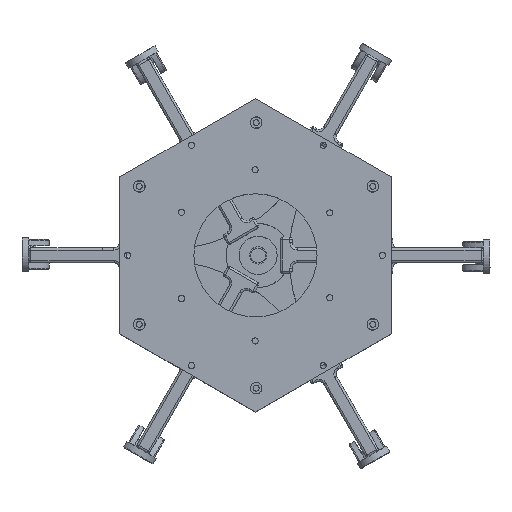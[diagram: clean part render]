
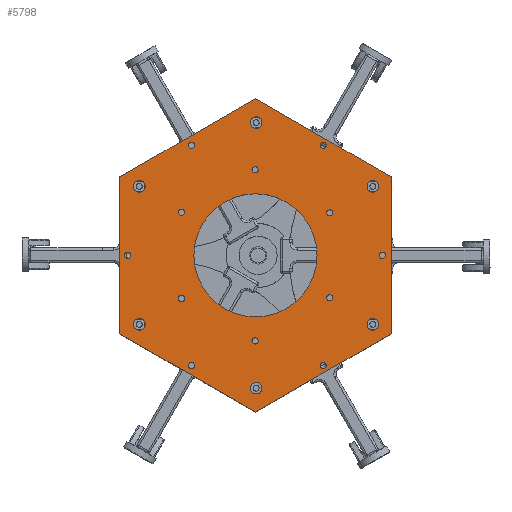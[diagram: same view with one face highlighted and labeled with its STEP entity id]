
A CAD part, top view. The second image highlights one B-rep face of the part: STEP entity #5798.
In plain terms, the highlighted planar face has unit normal (0, 0, 1).
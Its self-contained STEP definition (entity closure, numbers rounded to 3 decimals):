
#166=CIRCLE('',#6262,1.45);
#168=CIRCLE('',#6265,1.45);
#170=CIRCLE('',#6268,1.45);
#172=CIRCLE('',#6271,2.747);
#174=CIRCLE('',#6274,2.747);
#176=CIRCLE('',#6277,2.747);
#178=CIRCLE('',#6280,2.747);
#180=CIRCLE('',#6283,2.747);
#182=CIRCLE('',#6286,2.747);
#184=CIRCLE('',#6289,1.45);
#186=CIRCLE('',#6292,1.45);
#188=CIRCLE('',#6295,1.45);
#190=CIRCLE('',#6298,1.453);
#192=CIRCLE('',#6301,28.997);
#194=CIRCLE('',#6304,1.449);
#196=CIRCLE('',#6307,1.449);
#198=CIRCLE('',#6310,1.447);
#200=CIRCLE('',#6313,1.446);
#202=CIRCLE('',#6316,1.448);
#537=FACE_BOUND('',#1259,.T.);
#538=FACE_BOUND('',#1260,.T.);
#539=FACE_BOUND('',#1261,.T.);
#540=FACE_BOUND('',#1262,.T.);
#541=FACE_BOUND('',#1263,.T.);
#542=FACE_BOUND('',#1264,.T.);
#543=FACE_BOUND('',#1265,.T.);
#544=FACE_BOUND('',#1266,.T.);
#545=FACE_BOUND('',#1267,.T.);
#546=FACE_BOUND('',#1268,.T.);
#547=FACE_BOUND('',#1269,.T.);
#548=FACE_BOUND('',#1270,.T.);
#549=FACE_BOUND('',#1271,.T.);
#550=FACE_BOUND('',#1272,.T.);
#551=FACE_BOUND('',#1273,.T.);
#552=FACE_BOUND('',#1274,.T.);
#553=FACE_BOUND('',#1275,.T.);
#554=FACE_BOUND('',#1276,.T.);
#555=FACE_BOUND('',#1277,.T.);
#673=PLANE('',#6318);
#889=FACE_OUTER_BOUND('',#1258,.T.);
#1258=EDGE_LOOP('',(#4397,#4398,#4399,#4400,#4401,#4402));
#1259=EDGE_LOOP('',(#4403));
#1260=EDGE_LOOP('',(#4404));
#1261=EDGE_LOOP('',(#4405));
#1262=EDGE_LOOP('',(#4406));
#1263=EDGE_LOOP('',(#4407));
#1264=EDGE_LOOP('',(#4408));
#1265=EDGE_LOOP('',(#4409));
#1266=EDGE_LOOP('',(#4410));
#1267=EDGE_LOOP('',(#4411));
#1268=EDGE_LOOP('',(#4412));
#1269=EDGE_LOOP('',(#4413));
#1270=EDGE_LOOP('',(#4414));
#1271=EDGE_LOOP('',(#4415));
#1272=EDGE_LOOP('',(#4416));
#1273=EDGE_LOOP('',(#4417));
#1274=EDGE_LOOP('',(#4418));
#1275=EDGE_LOOP('',(#4419));
#1276=EDGE_LOOP('',(#4420));
#1277=EDGE_LOOP('',(#4421));
#1783=LINE('',#9312,#2236);
#1784=LINE('',#9314,#2237);
#1785=LINE('',#9316,#2238);
#1786=LINE('',#9318,#2239);
#1787=LINE('',#9320,#2240);
#1788=LINE('',#9321,#2241);
#2236=VECTOR('',#7407,10.);
#2237=VECTOR('',#7408,10.);
#2238=VECTOR('',#7409,10.);
#2239=VECTOR('',#7410,10.);
#2240=VECTOR('',#7411,10.);
#2241=VECTOR('',#7412,10.);
#2642=VERTEX_POINT('',#9196);
#2644=VERTEX_POINT('',#9202);
#2646=VERTEX_POINT('',#9208);
#2648=VERTEX_POINT('',#9214);
#2650=VERTEX_POINT('',#9220);
#2652=VERTEX_POINT('',#9226);
#2654=VERTEX_POINT('',#9232);
#2656=VERTEX_POINT('',#9238);
#2658=VERTEX_POINT('',#9244);
#2660=VERTEX_POINT('',#9250);
#2662=VERTEX_POINT('',#9256);
#2664=VERTEX_POINT('',#9262);
#2666=VERTEX_POINT('',#9268);
#2668=VERTEX_POINT('',#9274);
#2670=VERTEX_POINT('',#9280);
#2672=VERTEX_POINT('',#9286);
#2674=VERTEX_POINT('',#9292);
#2676=VERTEX_POINT('',#9298);
#2678=VERTEX_POINT('',#9304);
#2680=VERTEX_POINT('',#9310);
#2681=VERTEX_POINT('',#9311);
#2682=VERTEX_POINT('',#9313);
#2683=VERTEX_POINT('',#9315);
#2684=VERTEX_POINT('',#9317);
#2685=VERTEX_POINT('',#9319);
#3248=EDGE_CURVE('',#2642,#2642,#166,.T.);
#3251=EDGE_CURVE('',#2644,#2644,#168,.T.);
#3254=EDGE_CURVE('',#2646,#2646,#170,.T.);
#3257=EDGE_CURVE('',#2648,#2648,#172,.T.);
#3260=EDGE_CURVE('',#2650,#2650,#174,.T.);
#3263=EDGE_CURVE('',#2652,#2652,#176,.T.);
#3266=EDGE_CURVE('',#2654,#2654,#178,.T.);
#3269=EDGE_CURVE('',#2656,#2656,#180,.T.);
#3272=EDGE_CURVE('',#2658,#2658,#182,.T.);
#3275=EDGE_CURVE('',#2660,#2660,#184,.T.);
#3278=EDGE_CURVE('',#2662,#2662,#186,.T.);
#3281=EDGE_CURVE('',#2664,#2664,#188,.T.);
#3284=EDGE_CURVE('',#2666,#2666,#190,.T.);
#3287=EDGE_CURVE('',#2668,#2668,#192,.T.);
#3290=EDGE_CURVE('',#2670,#2670,#194,.T.);
#3293=EDGE_CURVE('',#2672,#2672,#196,.T.);
#3296=EDGE_CURVE('',#2674,#2674,#198,.T.);
#3299=EDGE_CURVE('',#2676,#2676,#200,.T.);
#3302=EDGE_CURVE('',#2678,#2678,#202,.T.);
#3305=EDGE_CURVE('',#2680,#2681,#1783,.T.);
#3306=EDGE_CURVE('',#2681,#2682,#1784,.T.);
#3307=EDGE_CURVE('',#2682,#2683,#1785,.T.);
#3308=EDGE_CURVE('',#2683,#2684,#1786,.T.);
#3309=EDGE_CURVE('',#2684,#2685,#1787,.T.);
#3310=EDGE_CURVE('',#2685,#2680,#1788,.T.);
#4397=ORIENTED_EDGE('',*,*,#3305,.T.);
#4398=ORIENTED_EDGE('',*,*,#3306,.T.);
#4399=ORIENTED_EDGE('',*,*,#3307,.T.);
#4400=ORIENTED_EDGE('',*,*,#3308,.T.);
#4401=ORIENTED_EDGE('',*,*,#3309,.T.);
#4402=ORIENTED_EDGE('',*,*,#3310,.T.);
#4403=ORIENTED_EDGE('',*,*,#3248,.T.);
#4404=ORIENTED_EDGE('',*,*,#3251,.T.);
#4405=ORIENTED_EDGE('',*,*,#3254,.T.);
#4406=ORIENTED_EDGE('',*,*,#3257,.T.);
#4407=ORIENTED_EDGE('',*,*,#3260,.T.);
#4408=ORIENTED_EDGE('',*,*,#3263,.T.);
#4409=ORIENTED_EDGE('',*,*,#3266,.T.);
#4410=ORIENTED_EDGE('',*,*,#3269,.T.);
#4411=ORIENTED_EDGE('',*,*,#3272,.T.);
#4412=ORIENTED_EDGE('',*,*,#3275,.T.);
#4413=ORIENTED_EDGE('',*,*,#3278,.T.);
#4414=ORIENTED_EDGE('',*,*,#3281,.T.);
#4415=ORIENTED_EDGE('',*,*,#3284,.T.);
#4416=ORIENTED_EDGE('',*,*,#3287,.T.);
#4417=ORIENTED_EDGE('',*,*,#3290,.T.);
#4418=ORIENTED_EDGE('',*,*,#3293,.T.);
#4419=ORIENTED_EDGE('',*,*,#3296,.T.);
#4420=ORIENTED_EDGE('',*,*,#3299,.T.);
#4421=ORIENTED_EDGE('',*,*,#3302,.T.);
#5798=ADVANCED_FACE('',(#889,#537,#538,#539,#540,#541,#542,#543,#544,#545,
#546,#547,#548,#549,#550,#551,#552,#553,#554,#555),#673,.T.);
#6262=AXIS2_PLACEMENT_3D('',#9197,#7274,#7275);
#6265=AXIS2_PLACEMENT_3D('',#9203,#7281,#7282);
#6268=AXIS2_PLACEMENT_3D('',#9209,#7288,#7289);
#6271=AXIS2_PLACEMENT_3D('',#9215,#7295,#7296);
#6274=AXIS2_PLACEMENT_3D('',#9221,#7302,#7303);
#6277=AXIS2_PLACEMENT_3D('',#9227,#7309,#7310);
#6280=AXIS2_PLACEMENT_3D('',#9233,#7316,#7317);
#6283=AXIS2_PLACEMENT_3D('',#9239,#7323,#7324);
#6286=AXIS2_PLACEMENT_3D('',#9245,#7330,#7331);
#6289=AXIS2_PLACEMENT_3D('',#9251,#7337,#7338);
#6292=AXIS2_PLACEMENT_3D('',#9257,#7344,#7345);
#6295=AXIS2_PLACEMENT_3D('',#9263,#7351,#7352);
#6298=AXIS2_PLACEMENT_3D('',#9269,#7358,#7359);
#6301=AXIS2_PLACEMENT_3D('',#9275,#7365,#7366);
#6304=AXIS2_PLACEMENT_3D('',#9281,#7372,#7373);
#6307=AXIS2_PLACEMENT_3D('',#9287,#7379,#7380);
#6310=AXIS2_PLACEMENT_3D('',#9293,#7386,#7387);
#6313=AXIS2_PLACEMENT_3D('',#9299,#7393,#7394);
#6316=AXIS2_PLACEMENT_3D('',#9305,#7400,#7401);
#6318=AXIS2_PLACEMENT_3D('',#9309,#7405,#7406);
#7274=DIRECTION('center_axis',(0.,0.,-1.));
#7275=DIRECTION('ref_axis',(-1.,0.,0.));
#7281=DIRECTION('center_axis',(0.,0.,-1.));
#7282=DIRECTION('ref_axis',(-1.,0.,0.));
#7288=DIRECTION('center_axis',(0.,0.,-1.));
#7289=DIRECTION('ref_axis',(-1.,0.,0.));
#7295=DIRECTION('center_axis',(0.,0.,-1.));
#7296=DIRECTION('ref_axis',(-1.,0.,0.));
#7302=DIRECTION('center_axis',(0.,0.,-1.));
#7303=DIRECTION('ref_axis',(-1.,0.,0.));
#7309=DIRECTION('center_axis',(0.,0.,-1.));
#7310=DIRECTION('ref_axis',(-1.,0.,0.));
#7316=DIRECTION('center_axis',(0.,0.,-1.));
#7317=DIRECTION('ref_axis',(-1.,0.,0.));
#7323=DIRECTION('center_axis',(0.,0.,-1.));
#7324=DIRECTION('ref_axis',(-1.,0.,0.));
#7330=DIRECTION('center_axis',(0.,0.,-1.));
#7331=DIRECTION('ref_axis',(-1.,0.,0.));
#7337=DIRECTION('center_axis',(0.,0.,-1.));
#7338=DIRECTION('ref_axis',(-1.,0.,0.));
#7344=DIRECTION('center_axis',(0.,0.,-1.));
#7345=DIRECTION('ref_axis',(-1.,0.,0.));
#7351=DIRECTION('center_axis',(0.,0.,-1.));
#7352=DIRECTION('ref_axis',(-1.,0.,0.));
#7358=DIRECTION('center_axis',(0.,0.,-1.));
#7359=DIRECTION('ref_axis',(-1.,0.,0.));
#7365=DIRECTION('center_axis',(0.,0.,-1.));
#7366=DIRECTION('ref_axis',(-1.,0.,0.));
#7372=DIRECTION('center_axis',(0.,0.,-1.));
#7373=DIRECTION('ref_axis',(-1.,0.,0.));
#7379=DIRECTION('center_axis',(0.,0.,-1.));
#7380=DIRECTION('ref_axis',(-1.,0.,0.));
#7386=DIRECTION('center_axis',(0.,0.,-1.));
#7387=DIRECTION('ref_axis',(-1.,0.,0.));
#7393=DIRECTION('center_axis',(0.,0.,-1.));
#7394=DIRECTION('ref_axis',(-1.,0.,0.));
#7400=DIRECTION('center_axis',(0.,0.,-1.));
#7401=DIRECTION('ref_axis',(-1.,0.,0.));
#7405=DIRECTION('center_axis',(0.,0.,1.));
#7406=DIRECTION('ref_axis',(1.,0.,0.));
#7407=DIRECTION('',(0.,1.,0.));
#7408=DIRECTION('',(-0.866,0.5,0.));
#7409=DIRECTION('',(-0.866,-0.5,0.));
#7410=DIRECTION('',(0.,-1.,0.));
#7411=DIRECTION('',(0.866,-0.5,0.));
#7412=DIRECTION('',(0.866,0.5,0.));
#9196=CARTESIAN_POINT('',(-122.717,0.,5.));
#9197=CARTESIAN_POINT('Origin',(-124.167,0.,5.));
#9202=CARTESIAN_POINT('',(-30.625,-51.925,5.));
#9203=CARTESIAN_POINT('Origin',(-32.075,-51.925,5.));
#9208=CARTESIAN_POINT('',(-30.625,51.925,5.));
#9209=CARTESIAN_POINT('Origin',(-32.075,51.925,5.));
#9214=CARTESIAN_POINT('',(-5.906,32.476,5.));
#9215=CARTESIAN_POINT('Origin',(-8.653,32.476,5.));
#9220=CARTESIAN_POINT('',(-60.906,-62.524,5.));
#9221=CARTESIAN_POINT('Origin',(-63.653,-62.524,5.));
#9226=CARTESIAN_POINT('',(-115.906,32.476,5.));
#9227=CARTESIAN_POINT('Origin',(-118.653,32.476,5.));
#9232=CARTESIAN_POINT('',(-115.906,-32.524,5.));
#9233=CARTESIAN_POINT('Origin',(-118.653,-32.524,5.));
#9238=CARTESIAN_POINT('',(-5.906,-32.524,5.));
#9239=CARTESIAN_POINT('Origin',(-8.653,-32.524,5.));
#9244=CARTESIAN_POINT('',(-60.906,62.476,5.));
#9245=CARTESIAN_POINT('Origin',(-63.653,62.476,5.));
#9250=CARTESIAN_POINT('',(-2.717,0.,5.));
#9251=CARTESIAN_POINT('Origin',(-4.167,0.,5.));
#9256=CARTESIAN_POINT('',(-92.625,-51.925,5.));
#9257=CARTESIAN_POINT('Origin',(-94.075,-51.925,5.));
#9262=CARTESIAN_POINT('',(-92.625,51.925,5.));
#9263=CARTESIAN_POINT('Origin',(-94.075,51.925,5.));
#9268=CARTESIAN_POINT('',(-97.322,-20.311,5.));
#9269=CARTESIAN_POINT('Origin',(-98.775,-20.311,5.));
#9274=CARTESIAN_POINT('',(-34.957,0.004,5.));
#9275=CARTESIAN_POINT('Origin',(-63.954,0.004,5.));
#9280=CARTESIAN_POINT('',(-62.681,-40.315,5.));
#9281=CARTESIAN_POINT('Origin',(-64.13,-40.315,5.));
#9286=CARTESIAN_POINT('',(-97.323,20.309,5.));
#9287=CARTESIAN_POINT('Origin',(-98.772,20.309,5.));
#9292=CARTESIAN_POINT('',(-27.505,20.001,5.));
#9293=CARTESIAN_POINT('Origin',(-28.952,20.001,5.));
#9298=CARTESIAN_POINT('',(-27.503,-19.998,5.));
#9299=CARTESIAN_POINT('Origin',(-28.949,-19.998,5.));
#9304=CARTESIAN_POINT('',(-62.683,40.31,5.));
#9305=CARTESIAN_POINT('Origin',(-64.131,40.31,5.));
#9309=CARTESIAN_POINT('Origin',(-63.934,0.,
5.));
#9310=CARTESIAN_POINT('',(0.,-36.913,5.));
#9311=CARTESIAN_POINT('',(0.,36.913,5.));
#9312=CARTESIAN_POINT('',(0.,-36.913,5.));
#9313=CARTESIAN_POINT('',(-63.934,73.825,5.));
#9314=CARTESIAN_POINT('',(0.,36.913,5.));
#9315=CARTESIAN_POINT('',(-127.869,36.913,5.));
#9316=CARTESIAN_POINT('',(-63.934,73.825,5.));
#9317=CARTESIAN_POINT('',(-127.869,-36.913,5.));
#9318=CARTESIAN_POINT('',(-127.869,36.913,5.));
#9319=CARTESIAN_POINT('',(-63.934,-73.825,5.));
#9320=CARTESIAN_POINT('',(-127.869,-36.913,5.));
#9321=CARTESIAN_POINT('',(-63.934,-73.825,5.));
